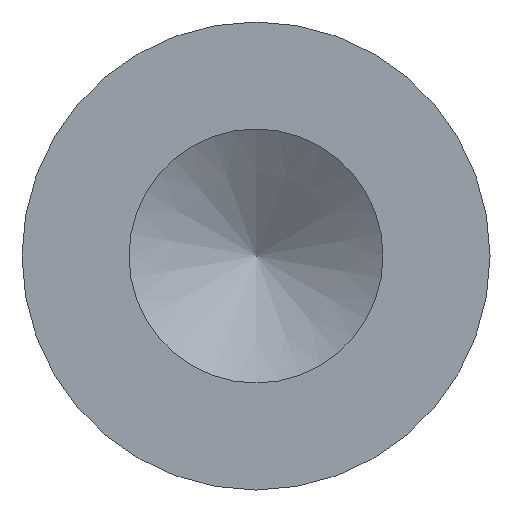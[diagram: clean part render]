
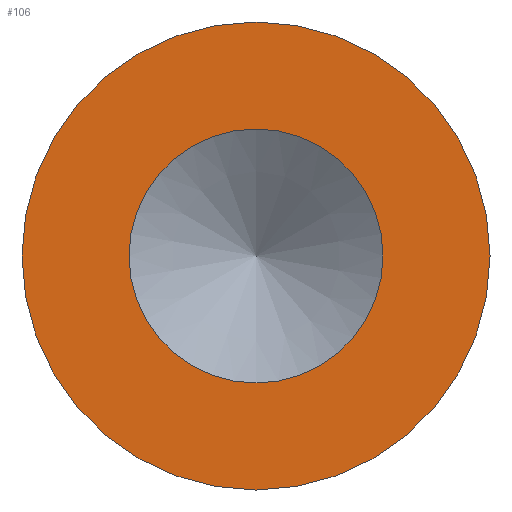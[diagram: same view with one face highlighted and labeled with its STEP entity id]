
A CAD part, left-side view. The second image highlights one B-rep face of the part: STEP entity #106.
In plain terms, the highlighted planar face has unit normal (-1, 0, 0).
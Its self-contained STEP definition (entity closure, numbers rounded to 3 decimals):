
#92=PLANE('',#265);
#106=ADVANCED_FACE('',(#133,#134),#92,.T.);
#133=FACE_BOUND('',#160,.T.);
#134=FACE_BOUND('',#161,.T.);
#160=EDGE_LOOP('',(#188));
#161=EDGE_LOOP('',(#189));
#188=ORIENTED_EDGE('',*,*,#229,.F.);
#189=ORIENTED_EDGE('',*,*,#230,.F.);
#215=VERTEX_POINT('',#361);
#216=VERTEX_POINT('',#364);
#229=EDGE_CURVE('',#215,#215,#243,.T.);
#230=EDGE_CURVE('',#216,#216,#244,.T.);
#243=CIRCLE('',#262,3.5);
#244=CIRCLE('',#264,6.45);
#262=AXIS2_PLACEMENT_3D('',#360,#304,#305);
#264=AXIS2_PLACEMENT_3D('',#363,#308,#309);
#265=AXIS2_PLACEMENT_3D('',#365,#310,#311);
#304=DIRECTION('',(-1.,0.,0.));
#305=DIRECTION('',(0.,0.,1.));
#308=DIRECTION('',(1.,0.,0.));
#309=DIRECTION('',(0.,0.,-1.));
#310=DIRECTION('',(-1.,0.,0.));
#311=DIRECTION('',(0.,1.,0.));
#360=CARTESIAN_POINT('',(0.,25.,0.));
#361=CARTESIAN_POINT('',(0.,25.,3.5));
#363=CARTESIAN_POINT('',(0.,25.,0.));
#364=CARTESIAN_POINT('',(0.,25.,-6.45));
#365=CARTESIAN_POINT('',(0.,19.5,5.5));
